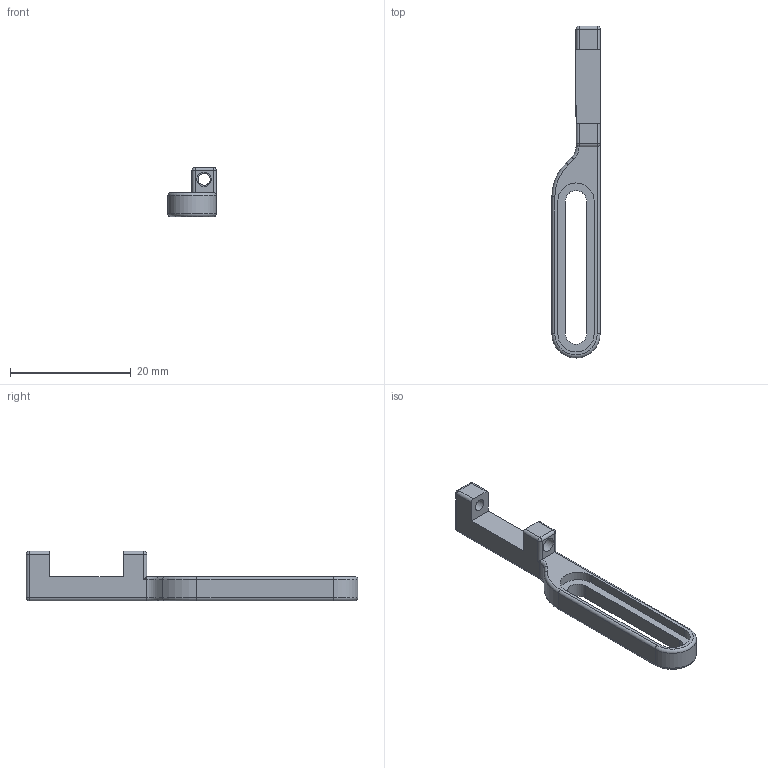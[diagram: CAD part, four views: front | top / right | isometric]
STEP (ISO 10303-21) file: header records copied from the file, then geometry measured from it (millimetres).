
FILE_DESCRIPTION(/* description */ (''),/* implementation_level */ '2;1');
FILE_NAME(/* name */ 'wiperholder.stp',/* time_stamp */ '2024-07-30T14:53:50-05:00',/* author */ ('Eric'),/* organization */ (''),/* preprocessor_version */ 'ST-DEVELOPER v20',/* originating_system */ 'Autodesk Inventor 2024',/* authorisation */ '');
FILE_SCHEMA (('AUTOMOTIVE_DESIGN { 1 0 10303 214 3 1 1 }'));
Length unit declared in the file: millimetre
Products named in the file (1): wiperholder
Bounding box: 8 x 55 x 8.2 mm (x, y, z)
Volume: 990.8 mm3; surface area: 1335.9 mm2
Topology: 1 solids, 1 shells, 58 faces, 133 edges, 78 vertices
Faces by surface type: cylinder 28, plane 18, sphere 6, torus 6
Full cylindrical faces by diameter (mm): 2 x1, 2.4 x1
Entity records: 1676 total; most frequent: DIRECTION 311, CARTESIAN_POINT 270, ORIENTED_EDGE 266, EDGE_CURVE 133, AXIS2_PLACEMENT_3D 119, VERTEX_POINT 78, LINE 73, VECTOR 73
